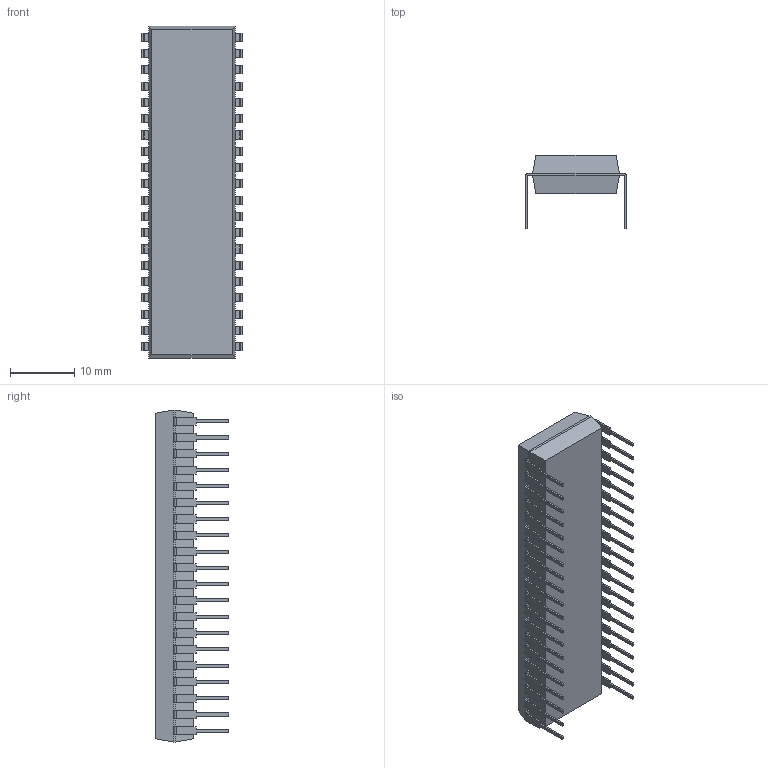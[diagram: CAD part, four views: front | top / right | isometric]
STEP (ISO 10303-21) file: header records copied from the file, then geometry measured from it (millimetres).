
FILE_DESCRIPTION(('FreeCAD Model'),'2;1');
FILE_NAME('Open CASCADE Shape Model','2024-03-30T12:33:29',('Author'),( ''),'Open CASCADE STEP processor 7.6','FreeCAD','Unknown');
FILE_SCHEMA(('AUTOMOTIVE_DESIGN { 1 0 10303 214 1 1 1 1 }'));
Length unit declared in the file: millimetre
Products named in the file (43): ATMEGA164A-PU042; ATMEGA164A-PU; ATMEGA164A-PU001; ATMEGA164A-PU002; ATMEGA164A-PU003; ATMEGA164A-PU004; ATMEGA164A-PU005; ATMEGA164A-PU006; ATMEGA164A-PU007; ATMEGA164A-PU008; ATMEGA164A-PU009; ATMEGA164A-PU010; ATMEGA164A-PU011; ATMEGA164A-PU012; ATMEGA164A-PU013; ATMEGA164A-PU014; ATMEGA164A-PU015; ATMEGA164A-PU016; ATMEGA164A-PU017; ATMEGA164A-PU018; ATMEGA164A-PU019; ATMEGA164A-PU020; ATMEGA164A-PU021; ATMEGA164A-PU022; ATMEGA164A-PU023; ATMEGA164A-PU024; ATMEGA164A-PU025; ATMEGA164A-PU026; ATMEGA164A-PU027; ATMEGA164A-PU028; ATMEGA164A-PU029; ATMEGA164A-PU030; ATMEGA164A-PU031; ATMEGA164A-PU032; ATMEGA164A-PU033; ATMEGA164A-PU034; ATMEGA164A-PU035; ATMEGA164A-PU036; ATMEGA164A-PU037; ATMEGA164A-PU038 ...
Assembly tree (42 placements, depth 2):
  ATMEGA164A-PU042
    ATMEGA164A-PU
    ATMEGA164A-PU001
    ATMEGA164A-PU002
    ATMEGA164A-PU003
    ATMEGA164A-PU004
    ATMEGA164A-PU005
    ATMEGA164A-PU006
    ATMEGA164A-PU007
    ATMEGA164A-PU008
    ATMEGA164A-PU009
    ATMEGA164A-PU010
    ATMEGA164A-PU011
    ATMEGA164A-PU012
    ATMEGA164A-PU013
    ATMEGA164A-PU014
    ATMEGA164A-PU015
    ATMEGA164A-PU016
    ATMEGA164A-PU017
    ATMEGA164A-PU018
    ATMEGA164A-PU019
    ATMEGA164A-PU020
    ATMEGA164A-PU021
    ATMEGA164A-PU022
    ATMEGA164A-PU023
    ATMEGA164A-PU024
    ATMEGA164A-PU025
    ATMEGA164A-PU026
    ATMEGA164A-PU027
    ATMEGA164A-PU028
    ATMEGA164A-PU029
    ATMEGA164A-PU030
    ATMEGA164A-PU031
    ATMEGA164A-PU032
    ATMEGA164A-PU033
    ATMEGA164A-PU034
    ATMEGA164A-PU035
    ATMEGA164A-PU036
    ATMEGA164A-PU037
    ATMEGA164A-PU038
    ATMEGA164A-PU039
    ATMEGA164A-PU040
    ATMEGA164A-PU041
Bounding box: 15.72 x 11.43 x 51.75 mm (x, y, z)
Volume: 4081.4 mm3; surface area: 2919.1 mm2
Topology: 42 solids, 42 shells, 584 faces, 1489 edges, 990 vertices
Faces by surface type: plane 498, cylinder 86
Entity records: 18529 total; most frequent: CARTESIAN_POINT 3112, ORIENTED_EDGE 2978, DIRECTION 2913, EDGE_CURVE 1489, LINE 1315, VECTOR 1315, VERTEX_POINT 990, AXIS2_PLACEMENT_3D 799
